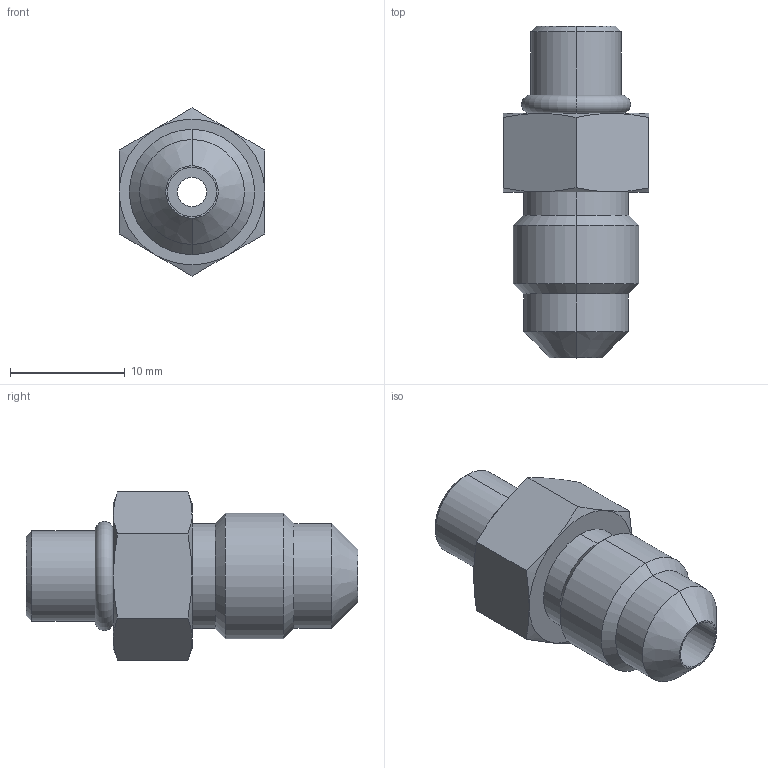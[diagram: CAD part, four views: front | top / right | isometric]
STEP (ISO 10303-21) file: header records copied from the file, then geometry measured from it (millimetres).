
FILE_DESCRIPTION((''),'2;1');
FILE_NAME('ILC30001542','2005-08-23T',('KR'),(''),'PRO/ENGINEER BY PARAMETRIC TECHNOLOGY CORPORATION, 2004290','PRO/ENGINEER BY PARAMETRIC TECHNOLOGY CORPORATION, 2004290','');
FILE_SCHEMA(('AUTOMOTIVE_DESIGN_CC2 { 1 2 10303 214 -1 1 5 2 }'));
Length unit declared in the file: inch
Products named in the file (1): ILC30001542
Bounding box: 12.7 x 28.96 x 14.66 mm (x, y, z)
Volume: 2079.7 mm3; surface area: 1537.1 mm2
Topology: 1 solids, 1 shells, 47 faces, 98 edges, 56 vertices
Faces by surface type: cone 22, cylinder 12, plane 11, torus 2
Entity records: 1784 total; most frequent: CARTESIAN_POINT 345, DIRECTION 214, ORIENTED_EDGE 196, COLOUR_RGB 107, PRESENTATION_STYLE_ASSIGNMENT 101, STYLED_ITEM 99, CURVE_STYLE 98, EDGE_CURVE 98
